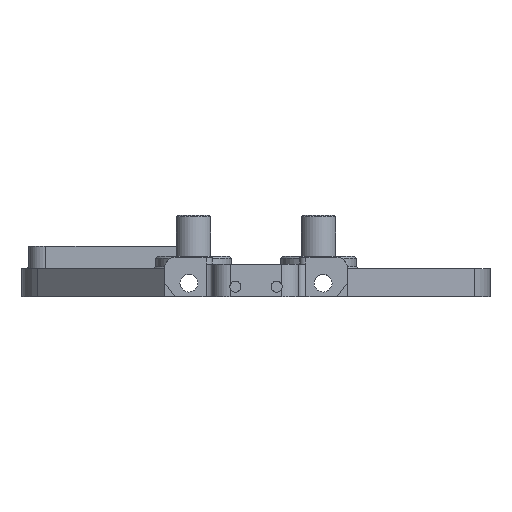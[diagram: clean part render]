
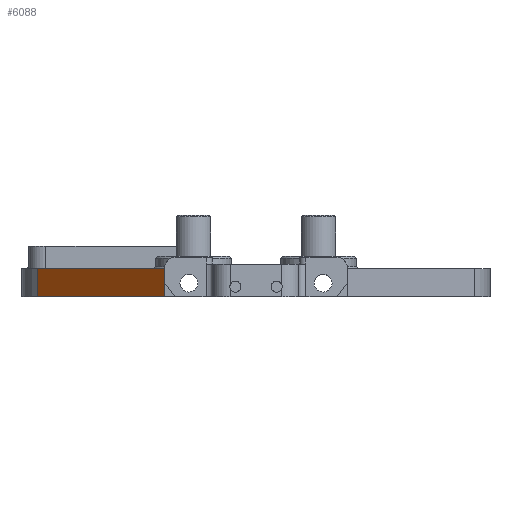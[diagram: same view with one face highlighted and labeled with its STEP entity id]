
A CAD part, front view. The second image highlights one B-rep face of the part: STEP entity #6088.
In plain terms, the highlighted planar face has unit normal (-0.737, -0.676, 0).
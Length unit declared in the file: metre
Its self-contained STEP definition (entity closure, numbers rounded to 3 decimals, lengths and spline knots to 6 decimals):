
#1957=ORIENTED_EDGE('',*,*,#2228,.T.);
#1958=ORIENTED_EDGE('',*,*,#2947,.F.);
#1959=ORIENTED_EDGE('',*,*,#2652,.T.);
#1960=ORIENTED_EDGE('',*,*,#2946,.F.);
#2228=EDGE_CURVE('',#3087,#3086,#3648,.T.);
#2652=EDGE_CURVE('',#3407,#3406,#3934,.T.);
#2946=EDGE_CURVE('',#3087,#3406,#4135,.T.);
#2947=EDGE_CURVE('',#3407,#3086,#4136,.T.);
#3086=VERTEX_POINT('',#8636);
#3087=VERTEX_POINT('',#8638);
#3406=VERTEX_POINT('',#9530);
#3407=VERTEX_POINT('',#9532);
#3648=LINE('',#8637,#4233);
#3934=LINE('',#9531,#4519);
#4135=LINE('',#10169,#4720);
#4136=LINE('',#10181,#4721);
#4233=VECTOR('',#6834,1.);
#4519=VECTOR('',#7660,1.);
#4720=VECTOR('',#8319,1.);
#4721=VECTOR('',#8322,1.);
#5146=EDGE_LOOP('',(#1957,#1958,#1959,#1960));
#5578=FACE_BOUND('',#5146,.T.);
#5781=PLANE('',#6664);
#6088=ADVANCED_FACE('',(#5578),#5781,.T.);
#6664=AXIS2_PLACEMENT_3D('',#10182,#8323,#8324);
#6834=DIRECTION('',(-0.676,0.737,0.));
#7660=DIRECTION('',(0.676,-0.737,0.));
#8319=DIRECTION('',(0.,0.,-1.));
#8322=DIRECTION('',(0.,0.,1.));
#8323=DIRECTION('',(-0.737,-0.676,0.));
#8324=DIRECTION('',(0.676,-0.737,0.));
#8636=CARTESIAN_POINT('',(-0.058857,0.063677,-0.01725));
#8637=CARTESIAN_POINT('',(-0.029374,0.031502,-0.01725));
#8638=CARTESIAN_POINT('',(-0.02195,0.0234,-0.01725));
#9530=CARTESIAN_POINT('',(-0.02195,0.0234,-0.02545));
#9531=CARTESIAN_POINT('',(-0.058857,0.063677,-0.02545));
#9532=CARTESIAN_POINT('',(-0.058857,0.063677,-0.02545));
#10169=CARTESIAN_POINT('',(-0.02195,0.0234,-0.02845));
#10181=CARTESIAN_POINT('',(-0.058857,0.063677,-0.02545));
#10182=CARTESIAN_POINT('',(-0.058857,0.063677,-0.02545));
